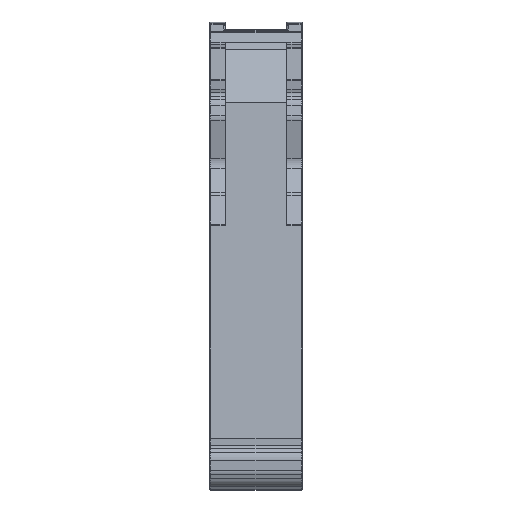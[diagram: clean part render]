
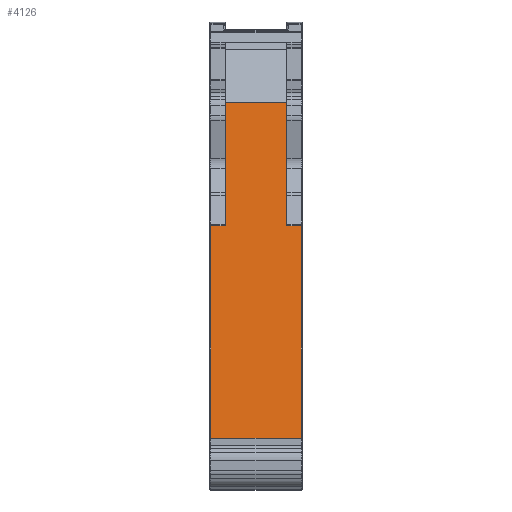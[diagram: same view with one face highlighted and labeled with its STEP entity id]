
A CAD part, top view. The second image highlights one B-rep face of the part: STEP entity #4126.
In plain terms, the highlighted planar face has unit normal (0, 0.908, 0.418).
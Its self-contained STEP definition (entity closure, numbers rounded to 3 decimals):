
#145=PLANE('',#4643);
#327=FACE_OUTER_BOUND('',#589,.T.);
#589=EDGE_LOOP('',(#3340,#3341,#3342,#3343,#3344,#3345,#3346,#3347));
#779=LINE('',#6657,#1067);
#795=LINE('',#6711,#1083);
#807=LINE('',#6756,#1095);
#809=LINE('',#6764,#1097);
#810=LINE('',#6767,#1098);
#856=LINE('',#6932,#1144);
#917=LINE('',#7233,#1205);
#918=LINE('',#7236,#1206);
#1067=VECTOR('',#5225,10.);
#1083=VECTOR('',#5267,10.);
#1095=VECTOR('',#5303,10.);
#1097=VECTOR('',#5311,10.);
#1098=VECTOR('',#5314,10.);
#1144=VECTOR('',#5502,10.);
#1205=VECTOR('',#5865,10.);
#1206=VECTOR('',#5870,10.);
#1703=VERTEX_POINT('',#6653);
#1705=VERTEX_POINT('',#6656);
#1730=VERTEX_POINT('',#6710);
#1732=VERTEX_POINT('',#6715);
#1754=VERTEX_POINT('',#6762);
#1755=VERTEX_POINT('',#6766);
#1802=VERTEX_POINT('',#6928);
#1892=VERTEX_POINT('',#7232);
#2135=EDGE_CURVE('',#1705,#1703,#779,.T.);
#2162=EDGE_CURVE('',#1730,#1705,#795,.T.);
#2185=EDGE_CURVE('',#1732,#1730,#807,.T.);
#2189=EDGE_CURVE('',#1754,#1703,#809,.T.);
#2190=EDGE_CURVE('',#1732,#1755,#810,.T.);
#2273=EDGE_CURVE('',#1755,#1802,#856,.T.);
#2424=EDGE_CURVE('',#1802,#1892,#917,.T.);
#2426=EDGE_CURVE('',#1892,#1754,#918,.T.);
#3340=ORIENTED_EDGE('',*,*,#2273,.F.);
#3341=ORIENTED_EDGE('',*,*,#2190,.F.);
#3342=ORIENTED_EDGE('',*,*,#2185,.T.);
#3343=ORIENTED_EDGE('',*,*,#2162,.T.);
#3344=ORIENTED_EDGE('',*,*,#2135,.T.);
#3345=ORIENTED_EDGE('',*,*,#2189,.F.);
#3346=ORIENTED_EDGE('',*,*,#2426,.F.);
#3347=ORIENTED_EDGE('',*,*,#2424,.F.);
#4126=ADVANCED_FACE('',(#327),#145,.T.);
#4643=AXIS2_PLACEMENT_3D('',#7235,#5868,#5869);
#5225=DIRECTION('',(0.,-0.418,0.908));
#5267=DIRECTION('',(-1.,0.,0.));
#5303=DIRECTION('',(0.,0.418,-0.908));
#5311=DIRECTION('',(1.,0.,0.));
#5314=DIRECTION('',(1.,0.,0.));
#5502=DIRECTION('',(0.,-0.418,0.908));
#5865=DIRECTION('',(-1.,0.,0.));
#5868=DIRECTION('center_axis',(0.,0.908,0.418));
#5869=DIRECTION('ref_axis',(0.,-0.418,0.908));
#5870=DIRECTION('',(0.,0.418,-0.908));
#6653=CARTESIAN_POINT('',(-50.,1308.38,-2423.893));
#6656=CARTESIAN_POINT('',(-50.,1508.845,-2859.455));
#6657=CARTESIAN_POINT('',(-50.,1308.38,-2423.893));
#6710=CARTESIAN_POINT('',(50.,1508.845,-2859.455));
#6711=CARTESIAN_POINT('',(0.,1508.845,-2859.455));
#6715=CARTESIAN_POINT('',(50.,1308.38,-2423.893));
#6756=CARTESIAN_POINT('',(50.,1308.38,-2423.893));
#6762=CARTESIAN_POINT('',(-73.,1308.38,-2423.893));
#6764=CARTESIAN_POINT('',(0.,1308.38,-2423.893));
#6766=CARTESIAN_POINT('',(73.,1308.38,-2423.893));
#6767=CARTESIAN_POINT('',(0.,1308.38,-2423.893));
#6928=CARTESIAN_POINT('',(73.,963.627,-1674.825));
#6932=CARTESIAN_POINT('',(73.,1298.022,-2401.386));
#7232=CARTESIAN_POINT('',(-73.,963.627,-1674.825));
#7233=CARTESIAN_POINT('',(0.,963.627,-1674.825));
#7235=CARTESIAN_POINT('Origin',(0.,1309.462,-2426.243));
#7236=CARTESIAN_POINT('',(-73.,1298.022,-2401.386));
